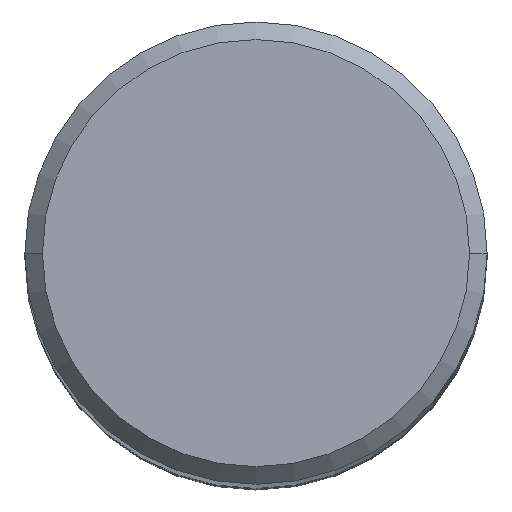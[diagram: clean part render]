
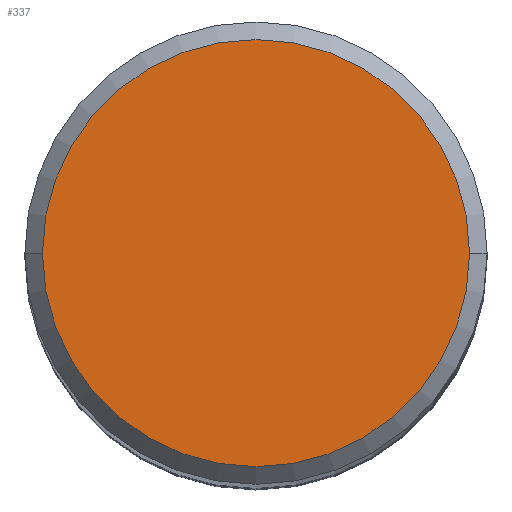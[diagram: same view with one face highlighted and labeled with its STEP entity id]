
A CAD part, top view. The second image highlights one B-rep face of the part: STEP entity #337.
In plain terms, the highlighted planar face has unit normal (0, 0, 1).
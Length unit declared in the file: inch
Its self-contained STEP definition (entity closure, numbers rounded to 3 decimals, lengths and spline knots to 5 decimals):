
#11 = DIRECTION ( 'NONE',  ( 1., 0., 0. ) ) ;
#35 = ORIENTED_EDGE ( 'NONE', *, *, #291, .T. ) ;
#43 = DIRECTION ( 'NONE',  ( 1., 0., 0. ) ) ;
#49 = AXIS2_PLACEMENT_3D ( 'NONE', #142, #274, #311 ) ;
#86 = EDGE_LOOP ( 'NONE', ( #312, #35 ) ) ;
#116 = AXIS2_PLACEMENT_3D ( 'NONE', #342, #170, #43 ) ;
#139 = CARTESIAN_POINT ( 'NONE',  ( 0.18185, 0., 2.83465 ) ) ;
#142 = CARTESIAN_POINT ( 'NONE',  ( 0., 0., 2.83465 ) ) ;
#150 = CIRCLE ( 'NONE', #116, 0.18185 ) ;
#170 = DIRECTION ( 'NONE',  ( 0., 0., 1. ) ) ;
#202 = CIRCLE ( 'NONE', #272, 0.18185 ) ;
#204 = DIRECTION ( 'NONE',  ( 0., 0., 1. ) ) ;
#206 = PLANE ( 'NONE',  #49 ) ;
#211 = VERTEX_POINT ( 'NONE', #397 ) ;
#241 = CARTESIAN_POINT ( 'NONE',  ( 0., 0., 2.83465 ) ) ;
#272 = AXIS2_PLACEMENT_3D ( 'NONE', #241, #204, #11 ) ;
#274 = DIRECTION ( 'NONE',  ( 0., 0., 1. ) ) ;
#291 = EDGE_CURVE ( 'NONE', #385, #211, #150, .T. ) ;
#311 = DIRECTION ( 'NONE',  ( 1., 0., 0. ) ) ;
#312 = ORIENTED_EDGE ( 'NONE', *, *, #329, .T. ) ;
#329 = EDGE_CURVE ( 'NONE', #211, #385, #202, .T. ) ;
#337 = ADVANCED_FACE ( 'NONE', ( #402 ), #206, .T. ) ;
#342 = CARTESIAN_POINT ( 'NONE',  ( 0., 0., 2.83465 ) ) ;
#385 = VERTEX_POINT ( 'NONE', #139 ) ;
#397 = CARTESIAN_POINT ( 'NONE',  ( -0.18185, 0., 2.83465 ) ) ;
#402 = FACE_OUTER_BOUND ( 'NONE', #86, .T. ) ;
